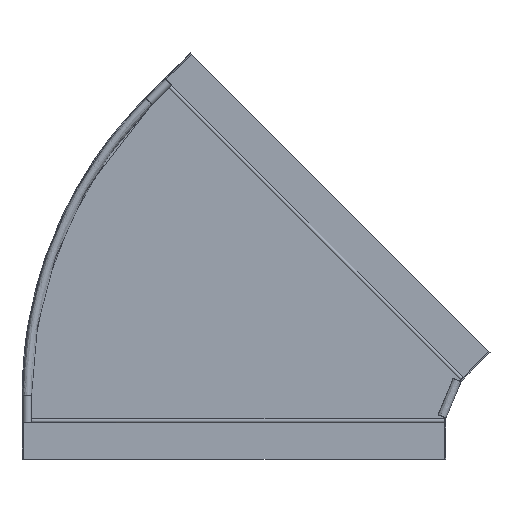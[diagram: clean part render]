
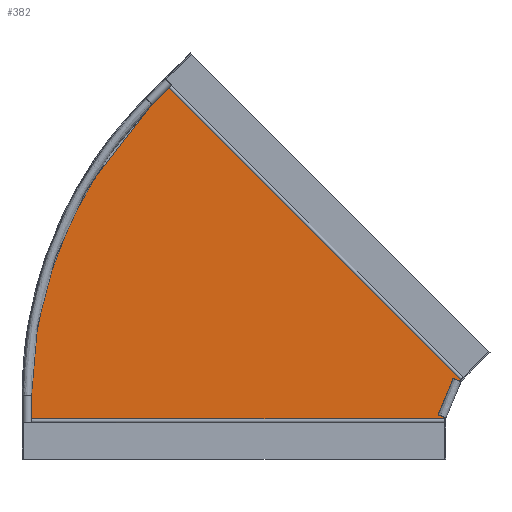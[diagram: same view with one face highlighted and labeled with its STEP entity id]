
A CAD part, top view. The second image highlights one B-rep face of the part: STEP entity #382.
In plain terms, the highlighted planar face has unit normal (0, 0, 1).
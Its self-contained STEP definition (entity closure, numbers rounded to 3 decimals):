
#382=ADVANCED_FACE('',(#785),#6034,.T.);
#785=FACE_OUTER_BOUND('',#1188,.T.);
#1188=EDGE_LOOP('',(#3015,#3016,#3017,#3018,#3019,#3020,#3021,#3022));
#3015=ORIENTED_EDGE('',*,*,#4025,.F.);
#3016=ORIENTED_EDGE('',*,*,#4035,.T.);
#3017=ORIENTED_EDGE('',*,*,#4040,.F.);
#3018=ORIENTED_EDGE('',*,*,#4081,.F.);
#3019=ORIENTED_EDGE('',*,*,#4039,.F.);
#3020=ORIENTED_EDGE('',*,*,#4038,.F.);
#3021=ORIENTED_EDGE('',*,*,#4037,.F.);
#3022=ORIENTED_EDGE('',*,*,#4042,.F.);
#4025=EDGE_CURVE('',#5628,#5627,#5012,.T.);
#4035=EDGE_CURVE('',#5628,#5635,#5017,.T.);
#4037=EDGE_CURVE('',#5636,#5637,#5018,.T.);
#4038=EDGE_CURVE('',#5637,#5638,#5019,.T.);
#4039=EDGE_CURVE('',#5638,#5639,#5020,.T.);
#4040=EDGE_CURVE('',#5640,#5635,#5021,.T.);
#4042=EDGE_CURVE('',#5627,#5636,#5023,.T.);
#4081=EDGE_CURVE('',#5639,#5640,#4230,.T.);
#4230=(
BOUNDED_CURVE()
B_SPLINE_CURVE(2,(#15758,#15759,#15760),.UNSPECIFIED.,.F.,.F.)
B_SPLINE_CURVE_WITH_KNOTS((3,3),(-468.882,0.),.UNSPECIFIED.)
CURVE()
GEOMETRIC_REPRESENTATION_ITEM()
RATIONAL_B_SPLINE_CURVE((1.,0.924,1.))
REPRESENTATION_ITEM('')
);
#5012=B_SPLINE_CURVE_WITH_KNOTS('',1,(#15616,#15617),.UNSPECIFIED.,.F.,
 .F.,(2,2),(-1.171,0.),.UNSPECIFIED.);
#5017=B_SPLINE_CURVE_WITH_KNOTS('',1,(#15645,#15646),.UNSPECIFIED.,.F.,
 .F.,(2,2),(0.,598.5),.UNSPECIFIED.);
#5018=B_SPLINE_CURVE_WITH_KNOTS('',1,(#15650,#15651),.UNSPECIFIED.,.F.,
 .F.,(2,2),(0.,1.171),.UNSPECIFIED.);
#5019=B_SPLINE_CURVE_WITH_KNOTS('',1,(#15652,#15653),.UNSPECIFIED.,.F.,
 .F.,(2,2),(0.,598.5),.UNSPECIFIED.);
#5020=B_SPLINE_CURVE_WITH_KNOTS('',1,(#15654,#15655),.UNSPECIFIED.,.F.,
 .F.,(2,2),(0.,33.086),.UNSPECIFIED.);
#5021=B_SPLINE_CURVE_WITH_KNOTS('',1,(#15656,#15657),.UNSPECIFIED.,.F.,
 .F.,(2,2),(-33.086,0.),.UNSPECIFIED.);
#5023=B_SPLINE_CURVE_WITH_KNOTS('',1,(#15660,#15661),.UNSPECIFIED.,.F.,
 .F.,(2,2),(-57.822,0.),.UNSPECIFIED.);
#5627=VERTEX_POINT('',#15566);
#5628=VERTEX_POINT('',#15567);
#5635=VERTEX_POINT('',#15574);
#5636=VERTEX_POINT('',#15575);
#5637=VERTEX_POINT('',#15576);
#5638=VERTEX_POINT('',#15577);
#5639=VERTEX_POINT('',#15578);
#5640=VERTEX_POINT('',#15579);
#6034=PLANE('',#6305);
#6305=AXIS2_PLACEMENT_3D('',#15367,#6541,$);
#6541=DIRECTION('',(0.,0.,1.));
#15367=CARTESIAN_POINT('',(385.404,8.399,0.));
#15566=CARTESIAN_POINT('',(321.378,111.906,0.));
#15567=CARTESIAN_POINT('',(322.206,112.734,0.001));
#15574=CARTESIAN_POINT('',(-100.998,535.937,0.001));
#15575=CARTESIAN_POINT('',(299.25,58.485,0.));
#15576=CARTESIAN_POINT('',(299.25,57.314,0.001));
#15577=CARTESIAN_POINT('',(-299.25,57.314,0.001));
#15578=CARTESIAN_POINT('',(-299.25,90.4,0.));
#15579=CARTESIAN_POINT('',(-124.393,512.542,0.));
#15616=CARTESIAN_POINT('',(322.206,112.734,0.001));
#15617=CARTESIAN_POINT('',(321.378,111.906,0.));
#15645=CARTESIAN_POINT('',(322.206,112.734,0.001));
#15646=CARTESIAN_POINT('',(-100.998,535.937,0.001));
#15650=CARTESIAN_POINT('',(299.25,58.485,0.));
#15651=CARTESIAN_POINT('',(299.25,57.314,0.001));
#15652=CARTESIAN_POINT('',(299.25,57.314,0.001));
#15653=CARTESIAN_POINT('',(-299.25,57.314,0.001));
#15654=CARTESIAN_POINT('',(-299.25,57.314,0.001));
#15655=CARTESIAN_POINT('',(-299.25,90.4,0.));
#15656=CARTESIAN_POINT('',(-124.393,512.542,0.));
#15657=CARTESIAN_POINT('',(-100.998,535.937,0.001));
#15660=CARTESIAN_POINT('',(321.378,111.906,0.));
#15661=CARTESIAN_POINT('',(299.25,58.485,0.));
#15758=CARTESIAN_POINT('',(-299.25,90.4,0.));
#15759=CARTESIAN_POINT('',(-299.25,337.685,0.));
#15760=CARTESIAN_POINT('',(-124.393,512.542,0.));
